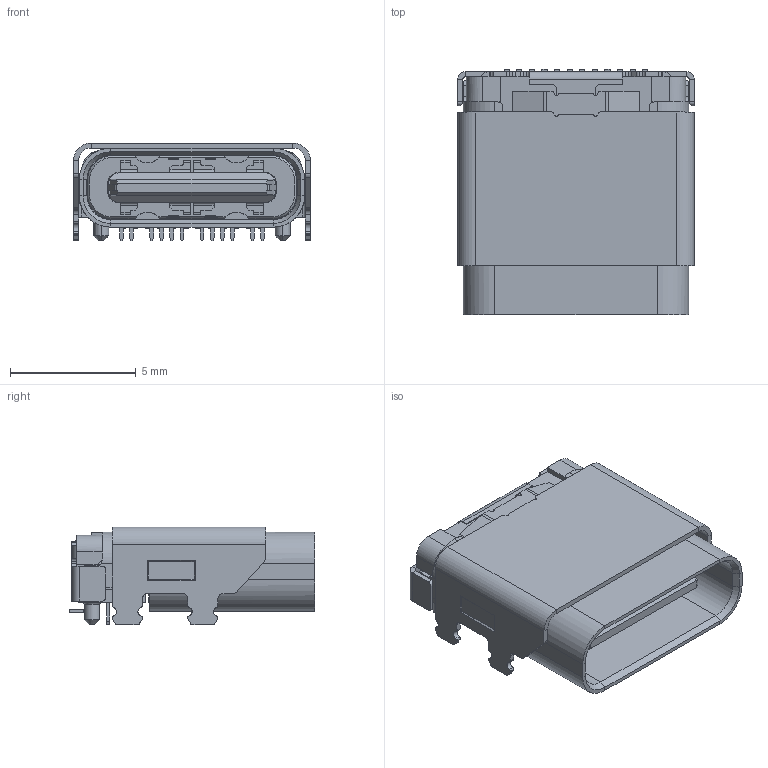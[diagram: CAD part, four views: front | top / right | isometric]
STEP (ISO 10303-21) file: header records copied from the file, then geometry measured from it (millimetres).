
FILE_DESCRIPTION(('FreeCAD Model'),'2;1');
FILE_NAME('K3D-DX07S024XJ1-V1_JAE_Proprietary.step' ,'2018-03-31T19:01:30',('kicad StepUp'),('ksu MCAD'), 'Open CASCADE STEP processor 6.8','FreeCAD','Unknown');
FILE_SCHEMA(('AUTOMOTIVE_DESIGN_CC2 { 1 2 10303 214 -1 1 5 4 }'));
Length unit declared in the file: millimetre
Products named in the file (2): ASSEMBLY; K3D-DX07S024XJ1-V1_JAE_Proprietary
Assembly tree (1 placements, depth 2):
  ASSEMBLY
    K3D-DX07S024XJ1-V1_JAE_Proprietary
Bounding box: 9.4 x 9.76 x 3.89 mm (x, y, z)
Volume: 172.5 mm3; surface area: 641.5 mm2
Topology: 1 solids, 1 shells, 1018 faces, 2766 edges, 1746 vertices
Faces by surface type: plane 680, cylinder 290, torus 16, cone 14, sphere 12, bspline 6
Entity records: 31973 total; most frequent: CARTESIAN_POINT 6176, ORIENTED_EDGE 5508, DIRECTION 5246, EDGE_CURVE 2754, LINE 2058, VECTOR 2058, VERTEX_POINT 1746, AXIS2_PLACEMENT_3D 1594
